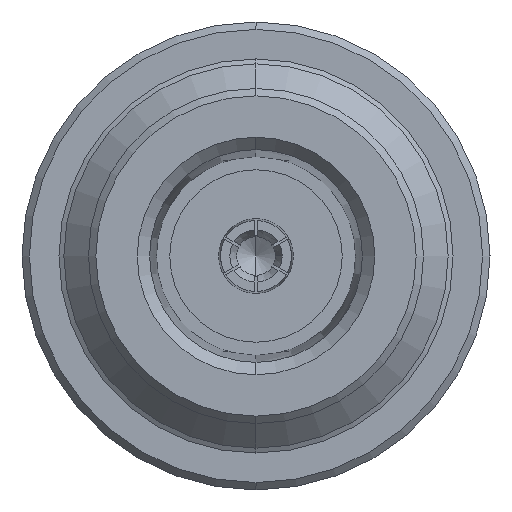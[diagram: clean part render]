
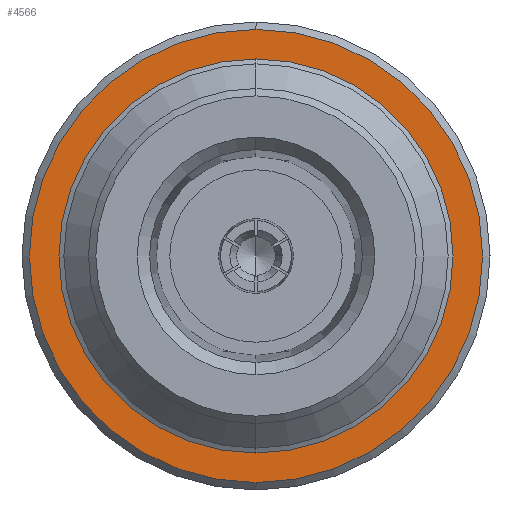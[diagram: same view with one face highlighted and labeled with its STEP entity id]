
A CAD part, left-side view. The second image highlights one B-rep face of the part: STEP entity #4566.
In plain terms, the highlighted planar face has unit normal (-1, 0, 0).
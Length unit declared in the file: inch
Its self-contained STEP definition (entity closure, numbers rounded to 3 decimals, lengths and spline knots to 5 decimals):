
#36 = CIRCLE ( 'NONE', #1844, 0.3622 ) ;
#56 = PLANE ( 'NONE',  #6982 ) ;
#359 = ORIENTED_EDGE ( 'NONE', *, *, #5667, .F. ) ;
#651 = VERTEX_POINT ( 'NONE', #1272 ) ;
#1113 = FACE_BOUND ( 'NONE', #1610, .T. ) ;
#1272 = CARTESIAN_POINT ( 'NONE',  ( 0.80315, 0., -0.3622 ) ) ;
#1274 = CIRCLE ( 'NONE', #6074, 0.3622 ) ;
#1398 = CARTESIAN_POINT ( 'NONE',  ( 0.80315, 0., 0. ) ) ;
#1502 = CARTESIAN_POINT ( 'NONE',  ( 0.80315, 0., 0. ) ) ;
#1610 = EDGE_LOOP ( 'NONE', ( #359, #6626 ) ) ;
#1844 = AXIS2_PLACEMENT_3D ( 'NONE', #1398, #4590, #2932 ) ;
#2214 = DIRECTION ( 'NONE',  ( -1., 0., 0. ) ) ;
#2358 = CARTESIAN_POINT ( 'NONE',  ( 0.80315, 0., 0. ) ) ;
#2673 = DIRECTION ( 'NONE',  ( -1., 0., 0. ) ) ;
#2749 = FACE_OUTER_BOUND ( 'NONE', #6576, .T. ) ;
#2787 = CARTESIAN_POINT ( 'NONE',  ( 0.80315, 0., -0.31496 ) ) ;
#2932 = DIRECTION ( 'NONE',  ( 0., 0., -1. ) ) ;
#2939 = AXIS2_PLACEMENT_3D ( 'NONE', #2358, #4118, #6766 ) ;
#3215 = ORIENTED_EDGE ( 'NONE', *, *, #5210, .T. ) ;
#3382 = EDGE_CURVE ( 'NONE', #5618, #4950, #3944, .T. ) ;
#3509 = DIRECTION ( 'NONE',  ( 0., 0., 1. ) ) ;
#3795 = DIRECTION ( 'NONE',  ( 0., 0., 1. ) ) ;
#3944 = CIRCLE ( 'NONE', #5759, 0.31496 ) ;
#4118 = DIRECTION ( 'NONE',  ( -1., 0., 0. ) ) ;
#4566 = ADVANCED_FACE ( 'NONE', ( #1113, #2749 ), #56, .T. ) ;
#4590 = DIRECTION ( 'NONE',  ( -1., 0., 0. ) ) ;
#4594 = DIRECTION ( 'NONE',  ( -1., 0., 0. ) ) ;
#4596 = EDGE_CURVE ( 'NONE', #5166, #651, #1274, .T. ) ;
#4944 = CARTESIAN_POINT ( 'NONE',  ( 0.80315, 0., 0. ) ) ;
#4950 = VERTEX_POINT ( 'NONE', #5804 ) ;
#5159 = CARTESIAN_POINT ( 'NONE',  ( 0.80315, 0., 0. ) ) ;
#5166 = VERTEX_POINT ( 'NONE', #6063 ) ;
#5210 = EDGE_CURVE ( 'NONE', #651, #5166, #36, .T. ) ;
#5535 = ORIENTED_EDGE ( 'NONE', *, *, #4596, .T. ) ;
#5618 = VERTEX_POINT ( 'NONE', #2787 ) ;
#5667 = EDGE_CURVE ( 'NONE', #4950, #5618, #5912, .T. ) ;
#5759 = AXIS2_PLACEMENT_3D ( 'NONE', #1502, #2673, #3795 ) ;
#5799 = DIRECTION ( 'NONE',  ( 0., 0., -1. ) ) ;
#5804 = CARTESIAN_POINT ( 'NONE',  ( 0.80315, 0., 0.31496 ) ) ;
#5912 = CIRCLE ( 'NONE', #2939, 0.31496 ) ;
#6063 = CARTESIAN_POINT ( 'NONE',  ( 0.80315, 0., 0.3622 ) ) ;
#6074 = AXIS2_PLACEMENT_3D ( 'NONE', #5159, #4594, #5799 ) ;
#6576 = EDGE_LOOP ( 'NONE', ( #3215, #5535 ) ) ;
#6626 = ORIENTED_EDGE ( 'NONE', *, *, #3382, .F. ) ;
#6766 = DIRECTION ( 'NONE',  ( 0., 0., 1. ) ) ;
#6982 = AXIS2_PLACEMENT_3D ( 'NONE', #4944, #2214, #3509 ) ;
